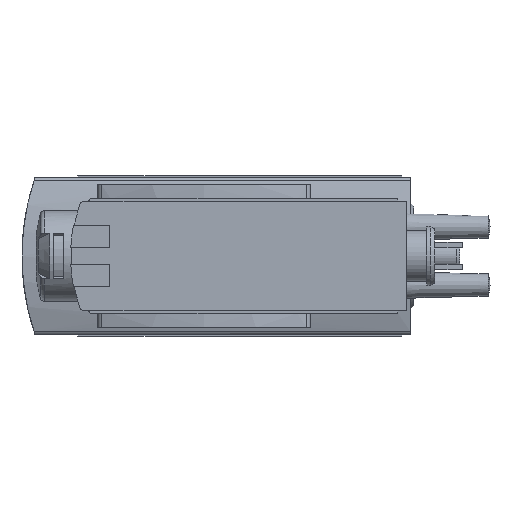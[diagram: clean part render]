
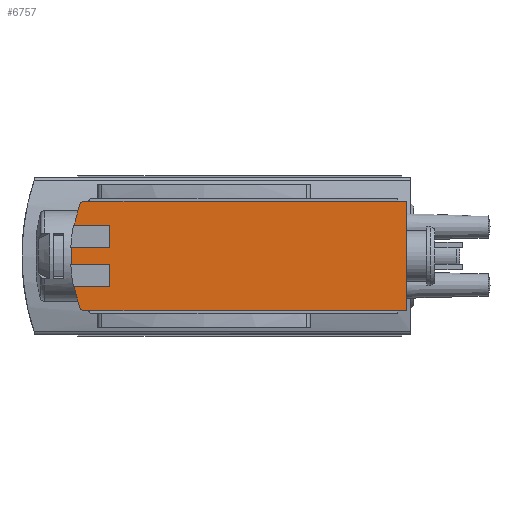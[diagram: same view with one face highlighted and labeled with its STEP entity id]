
A CAD part, left-side view. The second image highlights one B-rep face of the part: STEP entity #6757.
In plain terms, the highlighted face is planar.
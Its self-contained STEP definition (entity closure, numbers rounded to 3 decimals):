
#102=PLANE('',#7293);
#374=CIRCLE('',#7230,15.);
#376=CIRCLE('',#7232,15.);
#378=CIRCLE('',#7234,15.);
#415=CIRCLE('',#7294,0.5);
#416=CIRCLE('',#7295,0.5);
#784=LINE('',#10599,#1378);
#785=LINE('',#10601,#1379);
#786=LINE('',#10603,#1380);
#787=LINE('',#10604,#1381);
#788=LINE('',#10606,#1382);
#789=LINE('',#10608,#1383);
#790=LINE('',#10611,#1384);
#791=LINE('',#10613,#1385);
#792=LINE('',#10615,#1386);
#1378=VECTOR('',#8267,1000.);
#1379=VECTOR('',#8268,1000.);
#1380=VECTOR('',#8269,1000.);
#1381=VECTOR('',#8270,1000.);
#1382=VECTOR('',#8271,1000.);
#1383=VECTOR('',#8272,1000.);
#1384=VECTOR('',#8275,1000.);
#1385=VECTOR('',#8276,1000.);
#1386=VECTOR('',#8277,1000.);
#2118=ORIENTED_EDGE('',*,*,#4028,.F.);
#2119=ORIENTED_EDGE('',*,*,#4029,.F.);
#2120=ORIENTED_EDGE('',*,*,#4030,.F.);
#2121=ORIENTED_EDGE('',*,*,#3909,.F.);
#2122=ORIENTED_EDGE('',*,*,#4031,.F.);
#2123=ORIENTED_EDGE('',*,*,#4032,.F.);
#2124=ORIENTED_EDGE('',*,*,#4033,.F.);
#2125=ORIENTED_EDGE('',*,*,#3905,.F.);
#2126=ORIENTED_EDGE('',*,*,#4034,.F.);
#2127=ORIENTED_EDGE('',*,*,#4035,.F.);
#2128=ORIENTED_EDGE('',*,*,#4036,.F.);
#2129=ORIENTED_EDGE('',*,*,#4037,.F.);
#2130=ORIENTED_EDGE('',*,*,#4038,.F.);
#2131=ORIENTED_EDGE('',*,*,#3901,.F.);
#3901=EDGE_CURVE('',#4870,#4872,#374,.T.);
#3905=EDGE_CURVE('',#4875,#4876,#376,.T.);
#3909=EDGE_CURVE('',#4879,#4880,#378,.T.);
#4028=EDGE_CURVE('',#4975,#4870,#784,.T.);
#4029=EDGE_CURVE('',#4976,#4975,#785,.T.);
#4030=EDGE_CURVE('',#4880,#4976,#786,.T.);
#4031=EDGE_CURVE('',#4977,#4879,#787,.T.);
#4032=EDGE_CURVE('',#4978,#4977,#788,.T.);
#4033=EDGE_CURVE('',#4876,#4978,#789,.T.);
#4034=EDGE_CURVE('',#4979,#4875,#415,.T.);
#4035=EDGE_CURVE('',#4980,#4979,#790,.T.);
#4036=EDGE_CURVE('',#4981,#4980,#791,.T.);
#4037=EDGE_CURVE('',#4982,#4981,#792,.T.);
#4038=EDGE_CURVE('',#4872,#4982,#416,.T.);
#4870=VERTEX_POINT('',#10320);
#4872=VERTEX_POINT('',#10323);
#4875=VERTEX_POINT('',#10329);
#4876=VERTEX_POINT('',#10331);
#4879=VERTEX_POINT('',#10337);
#4880=VERTEX_POINT('',#10339);
#4975=VERTEX_POINT('',#10600);
#4976=VERTEX_POINT('',#10602);
#4977=VERTEX_POINT('',#10605);
#4978=VERTEX_POINT('',#10607);
#4979=VERTEX_POINT('',#10610);
#4980=VERTEX_POINT('',#10612);
#4981=VERTEX_POINT('',#10614);
#4982=VERTEX_POINT('',#10616);
#5537=EDGE_LOOP('',(#2118,#2119,#2120,#2121,#2122,#2123,#2124,#2125,#2126,
#2127,#2128,#2129,#2130,#2131));
#6101=FACE_BOUND('',#5537,.T.);
#6757=ADVANCED_FACE('',(#6101),#102,.F.);
#7230=AXIS2_PLACEMENT_3D('',#10322,#8064,#8065);
#7232=AXIS2_PLACEMENT_3D('',#10330,#8070,#8071);
#7234=AXIS2_PLACEMENT_3D('',#10338,#8076,#8077);
#7293=AXIS2_PLACEMENT_3D('',#10598,#8265,#8266);
#7294=AXIS2_PLACEMENT_3D('',#10609,#8273,#8274);
#7295=AXIS2_PLACEMENT_3D('',#10617,#8278,#8279);
#8064=DIRECTION('',(0.,0.,1.));
#8065=DIRECTION('',(1.,0.,0.));
#8070=DIRECTION('',(0.,0.,1.));
#8071=DIRECTION('',(1.,0.,0.));
#8076=DIRECTION('',(0.,0.,1.));
#8077=DIRECTION('',(1.,0.,0.));
#8265=DIRECTION('',(0.,0.,1.));
#8266=DIRECTION('',(1.,0.,0.));
#8267=DIRECTION('',(0.,1.,0.));
#8268=DIRECTION('',(-1.,0.,0.));
#8269=DIRECTION('',(0.,-1.,0.));
#8270=DIRECTION('',(0.,1.,0.));
#8271=DIRECTION('',(-1.,0.,0.));
#8272=DIRECTION('',(0.,-1.,0.));
#8273=DIRECTION('',(0.,0.,1.));
#8274=DIRECTION('',(1.,0.,0.));
#8275=DIRECTION('',(0.,1.,0.));
#8276=DIRECTION('',(1.,0.,0.));
#8277=DIRECTION('',(0.,-1.,0.));
#8278=DIRECTION('',(0.,0.,1.));
#8279=DIRECTION('',(1.,0.,0.));
#10320=CARTESIAN_POINT('',(-2.75,30.146,-23.2));
#10322=CARTESIAN_POINT('',(0.,15.4,-23.2));
#10323=CARTESIAN_POINT('',(-4.552,29.693,-23.2));
#10329=CARTESIAN_POINT('',(4.552,29.693,-23.2));
#10330=CARTESIAN_POINT('',(0.,15.4,-23.2));
#10331=CARTESIAN_POINT('',(2.75,30.146,-23.2));
#10337=CARTESIAN_POINT('',(0.75,30.381,-23.2));
#10338=CARTESIAN_POINT('',(0.,15.4,-23.2));
#10339=CARTESIAN_POINT('',(-0.75,30.381,-23.2));
#10598=CARTESIAN_POINT('',(-4.4,29.216,-23.2));
#10599=CARTESIAN_POINT('',(-2.75,29.216,-23.2));
#10600=CARTESIAN_POINT('',(-2.75,27.,-23.2));
#10601=CARTESIAN_POINT('',(-4.4,27.,-23.2));
#10602=CARTESIAN_POINT('',(-0.75,27.,-23.2));
#10603=CARTESIAN_POINT('',(-0.75,29.216,-23.2));
#10604=CARTESIAN_POINT('',(0.75,29.216,-23.2));
#10605=CARTESIAN_POINT('',(0.75,27.,-23.2));
#10606=CARTESIAN_POINT('',(-4.4,27.,-23.2));
#10607=CARTESIAN_POINT('',(2.75,27.,-23.2));
#10608=CARTESIAN_POINT('',(2.75,29.216,-23.2));
#10609=CARTESIAN_POINT('',(4.4,29.216,-23.2));
#10610=CARTESIAN_POINT('',(4.9,29.216,-23.2));
#10611=CARTESIAN_POINT('',(4.9,0.,-23.2));
#10612=CARTESIAN_POINT('',(4.9,0.4,-23.2));
#10613=CARTESIAN_POINT('',(-4.4,0.4,-23.2));
#10614=CARTESIAN_POINT('',(-4.9,0.4,-23.2));
#10615=CARTESIAN_POINT('',(-4.9,29.216,-23.2));
#10616=CARTESIAN_POINT('',(-4.9,29.216,-23.2));
#10617=CARTESIAN_POINT('',(-4.4,29.216,-23.2));
